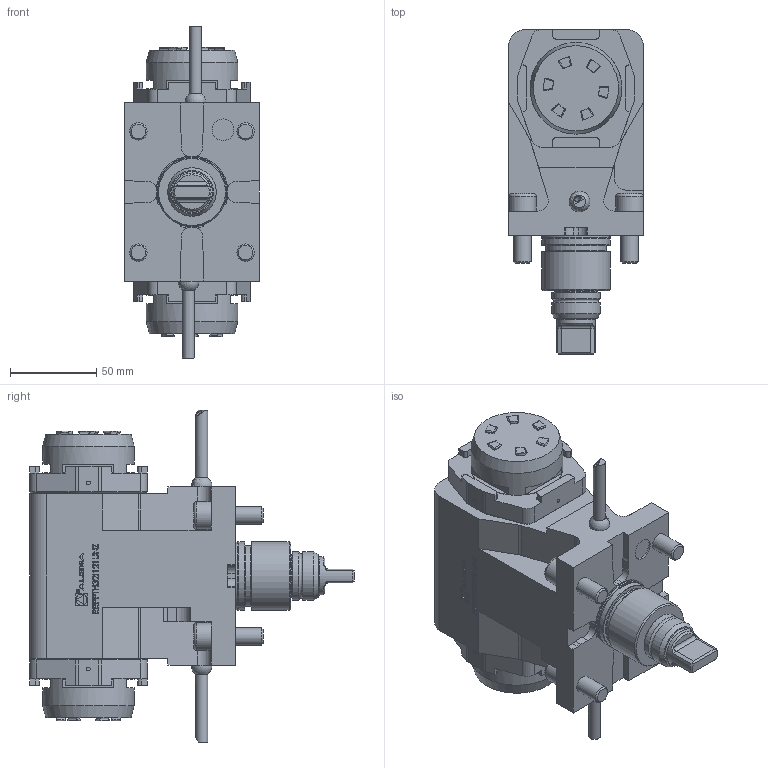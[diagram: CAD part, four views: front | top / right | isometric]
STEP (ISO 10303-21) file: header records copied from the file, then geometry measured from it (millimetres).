
FILE_DESCRIPTION (( 'STEP AP214' ), '1' );
FILE_NAME ('RRPPTH32I121UNZ.STEP', '2026-02-03T07:53:32', ( '' ), ( '' ), 'SwSTEP 2.0', 'SolidWorks 2023', '' );
FILE_SCHEMA (( 'AUTOMOTIVE_DESIGN' ));
Length unit declared in the file: millimetre
Products named in the file (1): RRPPTH32I121UNZ
Bounding box: 78 x 187.8 x 192 mm (x, y, z)
Volume: 1067344.3 mm3; surface area: 92943.6 mm2
Topology: 1 solids, 2 shells, 736 faces, 1914 edges, 1261 vertices
Faces by surface type: plane 426, cylinder 144, bspline 108, cone 43, torus 13, sphere 2
Full cylindrical faces by diameter (mm): 1.7 x1, 2.1 x1, 4 x2, 6 x1, 6.366 x1, 7 x2, 10 x4, 16 x4, 22 x1, 25 x1, 28 x2, 35.1 x1, 39.5 x1, 39.8 x1, 39.9 x1, 53 x2, 58.908 x1
Entity records: 29650 total; most frequent: CARTESIAN_POINT 9353, ORIENTED_EDGE 3650, DIRECTION 3196, EDGE_CURVE 1825, VERTEX_POINT 1231, VECTOR 1120, LINE 1120, AXIS2_PLACEMENT_3D 1038
